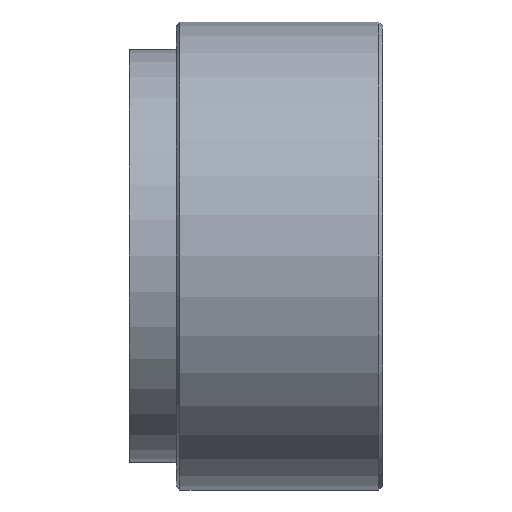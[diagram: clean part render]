
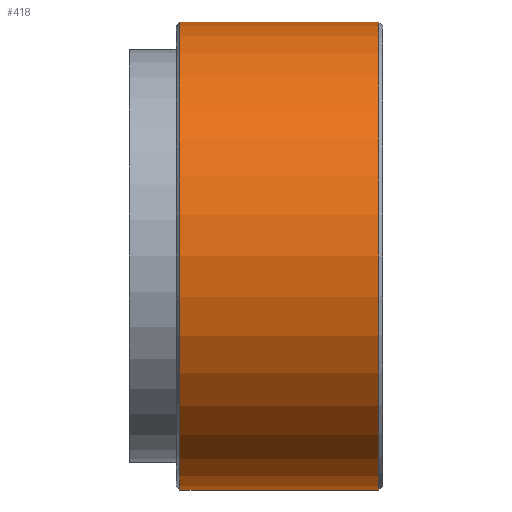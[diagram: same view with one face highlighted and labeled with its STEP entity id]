
A CAD part, front view. The second image highlights one B-rep face of the part: STEP entity #418.
In plain terms, the highlighted cylindrical face has radius 15.24 mm (diameter 30.48 mm), a partial arc.
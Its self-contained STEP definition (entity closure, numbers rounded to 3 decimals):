
#2 = CYLINDRICAL_SURFACE ( 'NONE', #152, 15.24 ) ;
#40 = CARTESIAN_POINT ( 'NONE',  ( -0.254, 0., 15.24 ) ) ;
#72 = CARTESIAN_POINT ( 'NONE',  ( 0., 0., 15.24 ) ) ;
#80 = CARTESIAN_POINT ( 'NONE',  ( -13.208, 0., 15.24 ) ) ;
#83 = ORIENTED_EDGE ( 'NONE', *, *, #302, .T. ) ;
#102 = CIRCLE ( 'NONE', #162, 15.24 ) ;
#108 = ORIENTED_EDGE ( 'NONE', *, *, #216, .T. ) ;
#112 = DIRECTION ( 'NONE',  ( 1., 0., 0. ) ) ;
#123 = LINE ( 'NONE', #72, #208 ) ;
#143 = CARTESIAN_POINT ( 'NONE',  ( -13.208, 0., -15.24 ) ) ;
#145 = CARTESIAN_POINT ( 'NONE',  ( -13.208, 0., 0. ) ) ;
#152 = AXIS2_PLACEMENT_3D ( 'NONE', #236, #357, #454 ) ;
#159 = LINE ( 'NONE', #297, #238 ) ;
#162 = AXIS2_PLACEMENT_3D ( 'NONE', #145, #112, #219 ) ;
#208 = VECTOR ( 'NONE', #457, 1000. ) ;
#209 = AXIS2_PLACEMENT_3D ( 'NONE', #303, #231, #404 ) ;
#215 = CARTESIAN_POINT ( 'NONE',  ( -0.254, 0., -15.24 ) ) ;
#216 = EDGE_CURVE ( 'NONE', #412, #358, #389, .T. ) ;
#219 = DIRECTION ( 'NONE',  ( 0., 0., 1. ) ) ;
#231 = DIRECTION ( 'NONE',  ( -1., 0., 0. ) ) ;
#236 = CARTESIAN_POINT ( 'NONE',  ( 0., 0., 0. ) ) ;
#238 = VECTOR ( 'NONE', #442, 1000. ) ;
#240 = ORIENTED_EDGE ( 'NONE', *, *, #313, .F. ) ;
#297 = CARTESIAN_POINT ( 'NONE',  ( 0., 0., -15.24 ) ) ;
#302 = EDGE_CURVE ( 'NONE', #324, #412, #159, .T. ) ;
#303 = CARTESIAN_POINT ( 'NONE',  ( -0.254, 0., 0. ) ) ;
#313 = EDGE_CURVE ( 'NONE', #328, #358, #123, .T. ) ;
#324 = VERTEX_POINT ( 'NONE', #143 ) ;
#328 = VERTEX_POINT ( 'NONE', #80 ) ;
#355 = FACE_OUTER_BOUND ( 'NONE', #379, .T. ) ;
#357 = DIRECTION ( 'NONE',  ( 1., 0., 0. ) ) ;
#358 = VERTEX_POINT ( 'NONE', #40 ) ;
#379 = EDGE_LOOP ( 'NONE', ( #240, #449, #83, #108 ) ) ;
#389 = CIRCLE ( 'NONE', #209, 15.24 ) ;
#402 = EDGE_CURVE ( 'NONE', #328, #324, #102, .T. ) ;
#404 = DIRECTION ( 'NONE',  ( 0., 0., -1. ) ) ;
#412 = VERTEX_POINT ( 'NONE', #215 ) ;
#418 = ADVANCED_FACE ( 'NONE', ( #355 ), #2, .T. ) ;
#442 = DIRECTION ( 'NONE',  ( 1., 0., 0. ) ) ;
#449 = ORIENTED_EDGE ( 'NONE', *, *, #402, .T. ) ;
#454 = DIRECTION ( 'NONE',  ( 0., 0., -1. ) ) ;
#457 = DIRECTION ( 'NONE',  ( 1., 0., 0. ) ) ;
